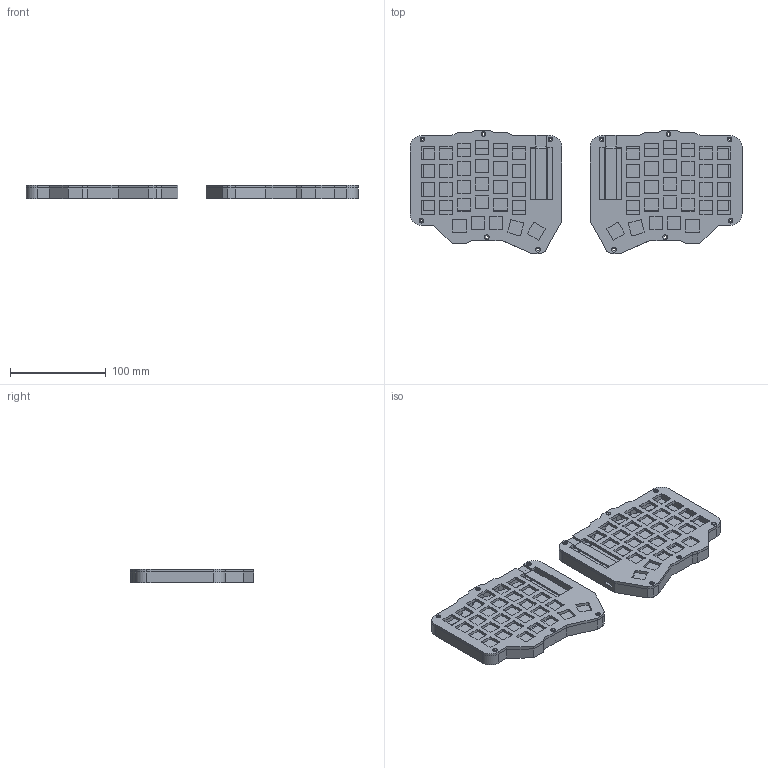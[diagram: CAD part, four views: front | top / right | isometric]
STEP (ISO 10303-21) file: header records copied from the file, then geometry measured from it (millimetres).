
FILE_DESCRIPTION(/* description */ (''),/* implementation_level */ '2;1');
FILE_NAME(/* name */ 'KevidoplzSofle.step',/* time_stamp */ '2022-11-19T18:49:01-05:00',/* author */ (''),/* organization */ (''),/* preprocessor_version */ 'ST-DEVELOPER v19.2',/* originating_system */ 'Autodesk Translation Framework v11.17.0.187',/* authorisation */ '');
FILE_SCHEMA (('AUTOMOTIVE_DESIGN { 1 0 10303 214 3 1 1 }'));
Length unit declared in the file: millimetre
Products named in the file (1): Sofle No Knob and RP2040
Bounding box: 347.54 x 129.74 x 14.5 mm (x, y, z)
Volume: 199346.4 mm3; surface area: 157187.8 mm2
Topology: 6 solids, 6 shells, 814 faces, 2366 edges, 1576 vertices
Faces by surface type: plane 522, cylinder 280, torus 12
Full cylindrical faces by diameter (mm): 3 x24, 5 x12
Entity records: 27276 total; most frequent: CARTESIAN_POINT 4757, ORIENTED_EDGE 4732, DIRECTION 4592, EDGE_CURVE 2366, LINE 1770, VECTOR 1770, VERTEX_POINT 1576, AXIS2_PLACEMENT_3D 1411
